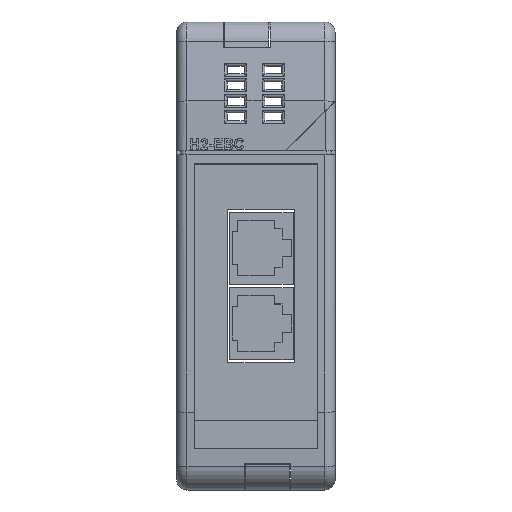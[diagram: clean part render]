
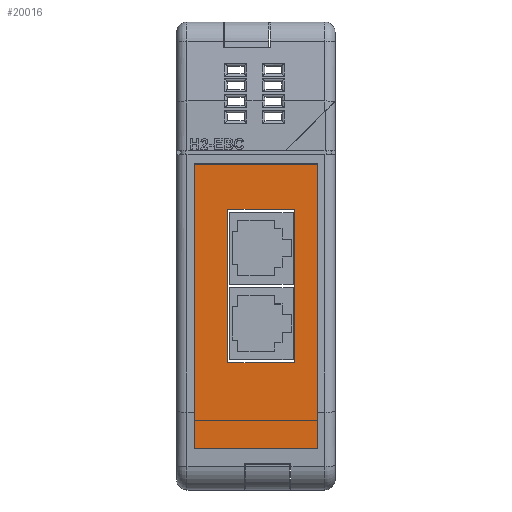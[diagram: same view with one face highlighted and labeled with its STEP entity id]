
A CAD part, top view. The second image highlights one B-rep face of the part: STEP entity #20016.
In plain terms, the highlighted planar face has unit normal (0, 0, 1).
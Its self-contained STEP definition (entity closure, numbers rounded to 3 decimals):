
#12547 = DIRECTION ( 'NONE',  ( -1., 0., 0. ) ) ;
#12548 = VECTOR ( 'NONE', #12547, 1000. ) ;
#12549 = CARTESIAN_POINT ( 'NONE',  ( 27.625, 22.148, 3.614 ) ) ;
#12550 = LINE ( 'NONE', #12549, #12548 ) ;
#12612 = DIRECTION ( 'NONE',  ( 0., 1., 0. ) ) ;
#12613 = VECTOR ( 'NONE', #12612, 1000. ) ;
#12614 = CARTESIAN_POINT ( 'NONE',  ( 23.125, 13.398, 3.614 ) ) ;
#12615 = LINE ( 'NONE', #12614, #12613 ) ;
#12616 = CARTESIAN_POINT ( 'NONE',  ( 27.625, 22.148, 3.614 ) ) ;
#12617 = DIRECTION ( 'NONE',  ( 0., 1., 0. ) ) ;
#12618 = VECTOR ( 'NONE', #12617, 1000. ) ;
#12619 = CARTESIAN_POINT ( 'NONE',  ( 27.625, 34.27, 3.614 ) ) ;
#12620 = LINE ( 'NONE', #12619, #12618 ) ;
#14659 = FACE_OUTER_BOUND ( 'NONE', #20033, .T. ) ;
#15371 = CARTESIAN_POINT ( 'NONE',  ( 27.625, -32.602, 3.614 ) ) ;
#15421 = DIRECTION ( 'NONE',  ( -1., 0., 0. ) ) ;
#15422 = VECTOR ( 'NONE', #15421, 1000. ) ;
#15423 = CARTESIAN_POINT ( 'NONE',  ( 10.375, 13.398, 3.614 ) ) ;
#15424 = LINE ( 'NONE', #15423, #15422 ) ;
#15436 = CARTESIAN_POINT ( 'NONE',  ( 10.375, 13.398, 3.614 ) ) ;
#15438 = DIRECTION ( 'NONE',  ( 0., -1., 0. ) ) ;
#15439 = VECTOR ( 'NONE', #15438, 1000. ) ;
#15446 = CARTESIAN_POINT ( 'NONE',  ( 10.375, 13.398, 3.614 ) ) ;
#15447 = LINE ( 'NONE', #15446, #15439 ) ;
#15455 = CARTESIAN_POINT ( 'NONE',  ( 10.375, -16.102, 3.614 ) ) ;
#15461 = CARTESIAN_POINT ( 'NONE',  ( 23.125, 13.398, 3.614 ) ) ;
#15506 = FACE_BOUND ( 'NONE', #19959, .T. ) ;
#15537 = CARTESIAN_POINT ( 'NONE',  ( 3.875, -32.602, 3.614 ) ) ;
#15538 = LINE ( 'NONE', #15537, #15596 ) ;
#15539 = CARTESIAN_POINT ( 'NONE',  ( 23.125, -16.102, 3.614 ) ) ;
#15540 = DIRECTION ( 'NONE',  ( 1., 0., 0. ) ) ;
#15541 = VECTOR ( 'NONE', #15540, 1000. ) ;
#15542 = CARTESIAN_POINT ( 'NONE',  ( 10.375, -16.102, 3.614 ) ) ;
#15543 = LINE ( 'NONE', #15542, #15541 ) ;
#15545 = CARTESIAN_POINT ( 'NONE',  ( 3.875, -32.602, 3.614 ) ) ;
#15546 = DIRECTION ( 'NONE',  ( 1., 0., 0. ) ) ;
#15547 = DIRECTION ( 'NONE',  ( 0., 0., 1. ) ) ;
#15548 = CARTESIAN_POINT ( 'NONE',  ( 3.875, 22.148, 3.614 ) ) ;
#15549 = AXIS2_PLACEMENT_3D ( 'NONE', #15548, #15547, #15546 ) ;
#15550 = PLANE ( 'NONE',  #15549 ) ;
#15589 = CARTESIAN_POINT ( 'NONE',  ( 3.875, 22.148, 3.614 ) ) ;
#15590 = DIRECTION ( 'NONE',  ( 1., 0., 0. ) ) ;
#15591 = VECTOR ( 'NONE', #15590, 1000. ) ;
#15592 = CARTESIAN_POINT ( 'NONE',  ( 27.625, -32.602, 3.614 ) ) ;
#15593 = LINE ( 'NONE', #15592, #15591 ) ;
#15594 = DIRECTION ( 'NONE',  ( 0., -1., 0. ) ) ;
#15596 = VECTOR ( 'NONE', #15594, 1000. ) ;
#16649 = ORIENTED_EDGE ( 'NONE', *, *, #16658, .T. ) ;
#16652 = ORIENTED_EDGE ( 'NONE', *, *, #16656, .T. ) ;
#16656 = EDGE_CURVE ( 'NONE', #16659, #20036, #12550, .T. ) ;
#16658 = EDGE_CURVE ( 'NONE', #19945, #16659, #12620, .T. ) ;
#16659 = VERTEX_POINT ( 'NONE', #12616 ) ;
#16660 = EDGE_CURVE ( 'NONE', #20027, #19987, #12615, .T. ) ;
#19945 = VERTEX_POINT ( 'NONE', #15371 ) ;
#19948 = EDGE_CURVE ( 'NONE', #19987, #19979, #15424, .T. ) ;
#19949 = ORIENTED_EDGE ( 'NONE', *, *, #19975, .F. ) ;
#19959 = EDGE_LOOP ( 'NONE', ( #19949, #19985, #20024, #20028 ) ) ;
#19975 = EDGE_CURVE ( 'NONE', #19979, #19991, #15447, .T. ) ;
#19979 = VERTEX_POINT ( 'NONE', #15436 ) ;
#19985 = ORIENTED_EDGE ( 'NONE', *, *, #19948, .F. ) ;
#19987 = VERTEX_POINT ( 'NONE', #15461 ) ;
#19991 = VERTEX_POINT ( 'NONE', #15455 ) ;
#20016 = ADVANCED_FACE ( 'NONE', ( #15506, #14659 ), #15550, .T. ) ;
#20021 = VERTEX_POINT ( 'NONE', #15545 ) ;
#20023 = ORIENTED_EDGE ( 'NONE', *, *, #20034, .T. ) ;
#20024 = ORIENTED_EDGE ( 'NONE', *, *, #16660, .F. ) ;
#20026 = EDGE_CURVE ( 'NONE', #19991, #20027, #15543, .T. ) ;
#20027 = VERTEX_POINT ( 'NONE', #15539 ) ;
#20028 = ORIENTED_EDGE ( 'NONE', *, *, #20026, .F. ) ;
#20033 = EDGE_LOOP ( 'NONE', ( #20023, #20037, #16649, #16652 ) ) ;
#20034 = EDGE_CURVE ( 'NONE', #20036, #20021, #15538, .T. ) ;
#20035 = EDGE_CURVE ( 'NONE', #20021, #19945, #15593, .T. ) ;
#20036 = VERTEX_POINT ( 'NONE', #15589 ) ;
#20037 = ORIENTED_EDGE ( 'NONE', *, *, #20035, .T. ) ;
